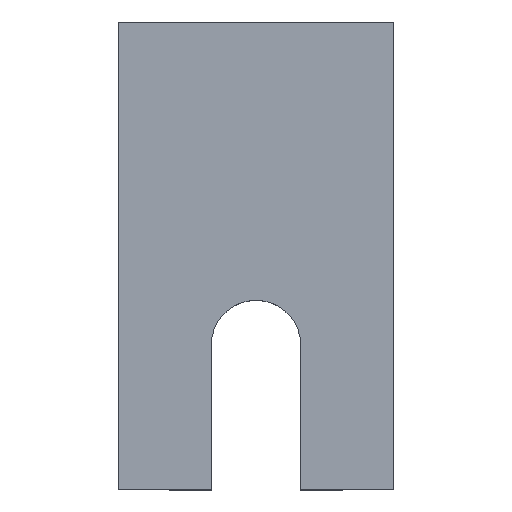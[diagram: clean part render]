
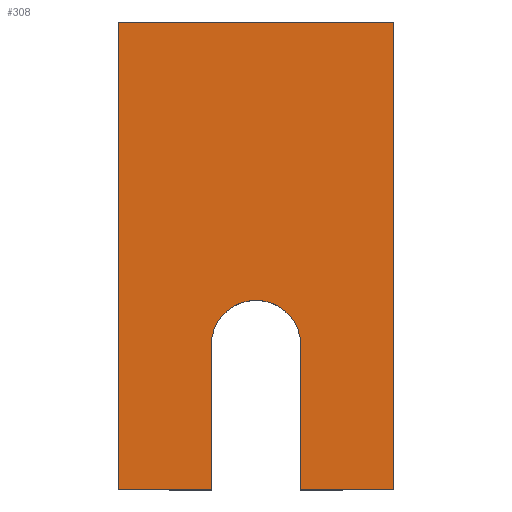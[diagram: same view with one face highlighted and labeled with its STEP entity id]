
A CAD part, top view. The second image highlights one B-rep face of the part: STEP entity #308.
In plain terms, the highlighted planar face has unit normal (0, 0, 1).
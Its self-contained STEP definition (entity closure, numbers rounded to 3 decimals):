
#16=CIRCLE('',#338,3.735);
#27=FACE_OUTER_BOUND('',#43,.T.);
#43=EDGE_LOOP('',(#236,#237,#238,#239,#240,#241,#242,#243));
#52=LINE('',#439,#92);
#57=LINE('',#452,#97);
#76=LINE('',#493,#116);
#77=LINE('',#495,#117);
#78=LINE('',#497,#118);
#79=LINE('',#499,#119);
#80=LINE('',#500,#120);
#92=VECTOR('',#359,1.);
#97=VECTOR('',#372,1.);
#116=VECTOR('',#405,1.);
#117=VECTOR('',#406,1.);
#118=VECTOR('',#407,1.);
#119=VECTOR('',#408,1.);
#120=VECTOR('',#409,1.);
#132=VERTEX_POINT('',#436);
#133=VERTEX_POINT('',#438);
#135=VERTEX_POINT('',#444);
#137=VERTEX_POINT('',#450);
#152=VERTEX_POINT('',#492);
#153=VERTEX_POINT('',#494);
#154=VERTEX_POINT('',#496);
#155=VERTEX_POINT('',#498);
#160=EDGE_CURVE('',#133,#132,#52,.T.);
#164=EDGE_CURVE('',#132,#135,#16,.T.);
#167=EDGE_CURVE('',#135,#137,#57,.T.);
#186=EDGE_CURVE('',#137,#152,#76,.T.);
#187=EDGE_CURVE('',#152,#153,#77,.T.);
#188=EDGE_CURVE('',#153,#154,#78,.T.);
#189=EDGE_CURVE('',#154,#155,#79,.T.);
#190=EDGE_CURVE('',#155,#133,#80,.T.);
#236=ORIENTED_EDGE('',*,*,#160,.T.);
#237=ORIENTED_EDGE('',*,*,#164,.T.);
#238=ORIENTED_EDGE('',*,*,#167,.T.);
#239=ORIENTED_EDGE('',*,*,#186,.T.);
#240=ORIENTED_EDGE('',*,*,#187,.T.);
#241=ORIENTED_EDGE('',*,*,#188,.T.);
#242=ORIENTED_EDGE('',*,*,#189,.T.);
#243=ORIENTED_EDGE('',*,*,#190,.T.);
#292=PLANE('',#346);
#308=ADVANCED_FACE('',(#27),#292,.T.);
#338=AXIS2_PLACEMENT_3D('',#446,#366,#367);
#346=AXIS2_PLACEMENT_3D('',#491,#403,#404);
#359=DIRECTION('',(0.,1.,0.));
#366=DIRECTION('center_axis',(0.,0.,-1.));
#367=DIRECTION('ref_axis',(1.,0.,0.));
#372=DIRECTION('',(0.,-1.,0.));
#403=DIRECTION('center_axis',(0.,0.,1.));
#404=DIRECTION('ref_axis',(1.,0.,0.));
#405=DIRECTION('',(1.,0.,0.));
#406=DIRECTION('',(0.,1.,0.));
#407=DIRECTION('',(-1.,0.,0.));
#408=DIRECTION('',(0.,-1.,0.));
#409=DIRECTION('',(1.,0.,0.));
#436=CARTESIAN_POINT('',(7.765,12.065,4.));
#438=CARTESIAN_POINT('',(7.765,0.,4.));
#439=CARTESIAN_POINT('',(7.765,15.783,4.));
#444=CARTESIAN_POINT('',(15.235,12.065,4.));
#446=CARTESIAN_POINT('Origin',(11.5,12.065,4.));
#450=CARTESIAN_POINT('',(15.235,0.,4.));
#452=CARTESIAN_POINT('',(15.235,9.75,4.));
#491=CARTESIAN_POINT('Origin',(11.5,19.5,4.));
#492=CARTESIAN_POINT('',(23.,0.,4.));
#493=CARTESIAN_POINT('',(0.,0.,4.));
#494=CARTESIAN_POINT('',(23.,39.,4.));
#495=CARTESIAN_POINT('',(23.,0.,4.));
#496=CARTESIAN_POINT('',(0.,39.,4.));
#497=CARTESIAN_POINT('',(23.,39.,4.));
#498=CARTESIAN_POINT('',(0.,0.,4.));
#499=CARTESIAN_POINT('',(0.,39.,4.));
#500=CARTESIAN_POINT('',(0.,0.,4.));
